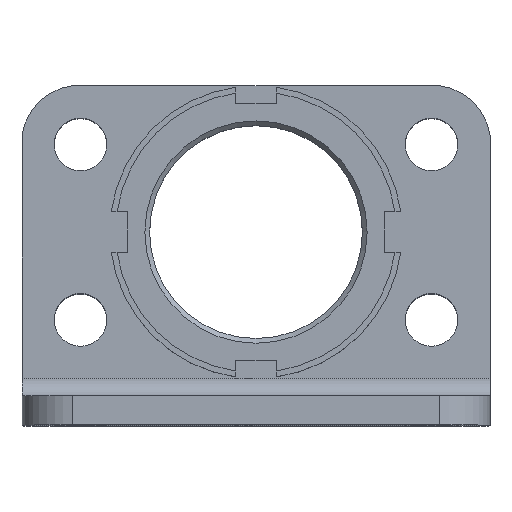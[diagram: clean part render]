
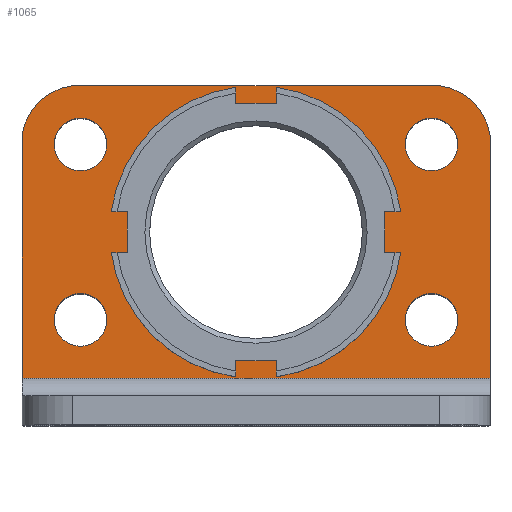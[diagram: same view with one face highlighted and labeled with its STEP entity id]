
A CAD part, top view. The second image highlights one B-rep face of the part: STEP entity #1065.
In plain terms, the highlighted face is planar.
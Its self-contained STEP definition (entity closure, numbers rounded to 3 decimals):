
#73=CIRCLE('',#1161,4.5);
#74=CIRCLE('',#1162,4.5);
#75=CIRCLE('',#1163,4.5);
#76=CIRCLE('',#1164,4.5);
#77=CIRCLE('',#1165,19.05);
#78=CIRCLE('',#1166,10.);
#79=CIRCLE('',#1167,10.);
#143=ORIENTED_EDGE('',*,*,#441,.F.);
#144=ORIENTED_EDGE('',*,*,#442,.F.);
#145=ORIENTED_EDGE('',*,*,#443,.F.);
#146=ORIENTED_EDGE('',*,*,#444,.F.);
#147=ORIENTED_EDGE('',*,*,#445,.F.);
#148=ORIENTED_EDGE('',*,*,#446,.F.);
#149=ORIENTED_EDGE('',*,*,#447,.T.);
#150=ORIENTED_EDGE('',*,*,#420,.F.);
#151=ORIENTED_EDGE('',*,*,#448,.T.);
#152=ORIENTED_EDGE('',*,*,#429,.T.);
#153=ORIENTED_EDGE('',*,*,#449,.T.);
#420=EDGE_CURVE('',#570,#571,#675,.T.);
#429=EDGE_CURVE('',#580,#579,#682,.T.);
#441=EDGE_CURVE('',#589,#589,#73,.F.);
#442=EDGE_CURVE('',#590,#590,#74,.F.);
#443=EDGE_CURVE('',#591,#591,#75,.F.);
#444=EDGE_CURVE('',#592,#592,#76,.F.);
#445=EDGE_CURVE('',#593,#593,#77,.F.);
#446=EDGE_CURVE('',#594,#595,#686,.T.);
#447=EDGE_CURVE('',#594,#571,#78,.F.);
#448=EDGE_CURVE('',#570,#580,#687,.T.);
#449=EDGE_CURVE('',#579,#595,#79,.F.);
#570=VERTEX_POINT('',#1599);
#571=VERTEX_POINT('',#1601);
#579=VERTEX_POINT('',#1618);
#580=VERTEX_POINT('',#1620);
#589=VERTEX_POINT('',#1643);
#590=VERTEX_POINT('',#1645);
#591=VERTEX_POINT('',#1647);
#592=VERTEX_POINT('',#1649);
#593=VERTEX_POINT('',#1651);
#594=VERTEX_POINT('',#1653);
#595=VERTEX_POINT('',#1654);
#675=LINE('',#1600,#771);
#682=LINE('',#1619,#778);
#686=LINE('',#1652,#782);
#687=LINE('',#1656,#783);
#771=VECTOR('',#1270,1000.);
#778=VECTOR('',#1283,1000.);
#782=VECTOR('',#1317,1000.);
#783=VECTOR('',#1320,1000.);
#872=EDGE_LOOP('',(#143));
#873=EDGE_LOOP('',(#144));
#874=EDGE_LOOP('',(#145));
#875=EDGE_LOOP('',(#146));
#876=EDGE_LOOP('',(#147));
#877=EDGE_LOOP('',(#148,#149,#150,#151,#152,#153));
#956=FACE_BOUND('',#872,.T.);
#957=FACE_BOUND('',#873,.T.);
#958=FACE_BOUND('',#874,.T.);
#959=FACE_BOUND('',#875,.T.);
#960=FACE_BOUND('',#876,.T.);
#961=FACE_BOUND('',#877,.T.);
#1035=PLANE('',#1160);
#1065=ADVANCED_FACE('',(#956,#957,#958,#959,#960,#961),#1035,.F.);
#1160=AXIS2_PLACEMENT_3D('',#1641,#1305,#1306);
#1161=AXIS2_PLACEMENT_3D('',#1642,#1307,#1308);
#1162=AXIS2_PLACEMENT_3D('',#1644,#1309,#1310);
#1163=AXIS2_PLACEMENT_3D('',#1646,#1311,#1312);
#1164=AXIS2_PLACEMENT_3D('',#1648,#1313,#1314);
#1165=AXIS2_PLACEMENT_3D('',#1650,#1315,#1316);
#1166=AXIS2_PLACEMENT_3D('',#1655,#1318,#1319);
#1167=AXIS2_PLACEMENT_3D('',#1657,#1321,#1322);
#1270=DIRECTION('',(0.,1.,0.));
#1283=DIRECTION('',(0.,1.,0.));
#1305=DIRECTION('',(-1.,0.,0.));
#1306=DIRECTION('',(0.,0.,1.));
#1307=DIRECTION('',(-1.,0.,0.));
#1308=DIRECTION('',(0.,0.,1.));
#1309=DIRECTION('',(-1.,0.,0.));
#1310=DIRECTION('',(0.,0.,1.));
#1311=DIRECTION('',(-1.,0.,0.));
#1312=DIRECTION('',(0.,0.,1.));
#1313=DIRECTION('',(-1.,0.,0.));
#1314=DIRECTION('',(0.,0.,1.));
#1315=DIRECTION('',(-1.,0.,0.));
#1316=DIRECTION('',(0.,0.,1.));
#1317=DIRECTION('',(0.,0.,-1.));
#1318=DIRECTION('',(-1.,0.,0.));
#1319=DIRECTION('',(0.,0.,1.));
#1320=DIRECTION('',(0.,0.,-1.));
#1321=DIRECTION('',(-1.,0.,0.));
#1322=DIRECTION('',(0.,0.,1.));
#1599=CARTESIAN_POINT('',(5.,8.,40.));
#1600=CARTESIAN_POINT('',(5.,8.,40.));
#1601=CARTESIAN_POINT('',(5.,49.511,40.));
#1618=CARTESIAN_POINT('',(5.,49.511,-40.));
#1619=CARTESIAN_POINT('',(5.,8.,-40.));
#1620=CARTESIAN_POINT('',(5.,8.,-40.));
#1641=CARTESIAN_POINT('',(5.,8.,40.));
#1642=CARTESIAN_POINT('',(5.,48.,30.));
#1643=CARTESIAN_POINT('',(5.,48.,34.5));
#1644=CARTESIAN_POINT('',(5.,18.,-30.));
#1645=CARTESIAN_POINT('',(5.,18.,-25.5));
#1646=CARTESIAN_POINT('',(5.,18.,30.));
#1647=CARTESIAN_POINT('',(5.,18.,34.5));
#1648=CARTESIAN_POINT('',(5.,48.,-30.));
#1649=CARTESIAN_POINT('',(5.,48.,-25.5));
#1650=CARTESIAN_POINT('',(5.,33.,0.));
#1651=CARTESIAN_POINT('',(5.,33.,19.05));
#1652=CARTESIAN_POINT('',(5.,58.,40.));
#1653=CARTESIAN_POINT('',(5.,58.,31.511));
#1654=CARTESIAN_POINT('',(5.,58.,-31.511));
#1655=CARTESIAN_POINT('',(5.,48.1,30.1));
#1656=CARTESIAN_POINT('',(5.,8.,40.));
#1657=CARTESIAN_POINT('',(5.,48.1,-30.1));
